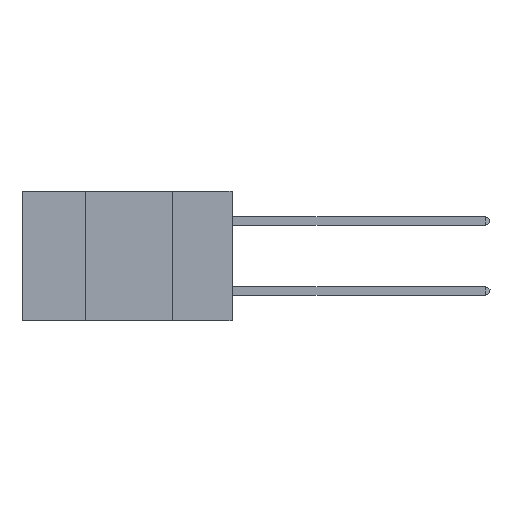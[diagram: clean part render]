
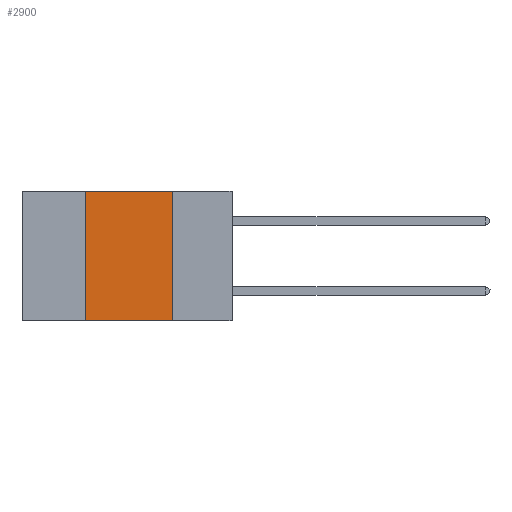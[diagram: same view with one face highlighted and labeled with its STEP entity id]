
A CAD part, left-side view. The second image highlights one B-rep face of the part: STEP entity #2900.
In plain terms, the highlighted planar face has unit normal (-1, 0, 0).
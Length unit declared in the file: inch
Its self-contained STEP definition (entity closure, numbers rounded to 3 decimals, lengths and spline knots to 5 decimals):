
#290 = VECTOR ( 'NONE', #10292, 39.37008 ) ;
#736 = EDGE_LOOP ( 'NONE', ( #5244, #5379, #3556, #4482 ) ) ;
#761 = EDGE_CURVE ( 'NONE', #1634, #2983, #2161, .T. ) ;
#781 = VERTEX_POINT ( 'NONE', #4005 ) ;
#872 = EDGE_CURVE ( 'NONE', #2983, #8431, #8047, .T. ) ;
#1177 = VECTOR ( 'NONE', #9214, 39.37008 ) ;
#1634 = VERTEX_POINT ( 'NONE', #10854 ) ;
#1865 = EDGE_CURVE ( 'NONE', #1634, #781, #2691, .T. ) ;
#2161 = LINE ( 'NONE', #2941, #7769 ) ;
#2264 = CARTESIAN_POINT ( 'NONE',  ( 0., 0.17, 0. ) ) ;
#2691 = LINE ( 'NONE', #11143, #290 ) ;
#2900 = ADVANCED_FACE ( 'NONE', ( #6771 ), #4095, .F. ) ;
#2941 = CARTESIAN_POINT ( 'NONE',  ( 0., 0.42, 0. ) ) ;
#2960 = DIRECTION ( 'NONE',  ( 1., 0., 0. ) ) ;
#2983 = VERTEX_POINT ( 'NONE', #8529 ) ;
#3556 = ORIENTED_EDGE ( 'NONE', *, *, #761, .F. ) ;
#4005 = CARTESIAN_POINT ( 'NONE',  ( 0., 0.17, -0.37 ) ) ;
#4095 = PLANE ( 'NONE',  #7460 ) ;
#4482 = ORIENTED_EDGE ( 'NONE', *, *, #1865, .T. ) ;
#5204 = CARTESIAN_POINT ( 'NONE',  ( 0., 0.6, 0. ) ) ;
#5244 = ORIENTED_EDGE ( 'NONE', *, *, #7366, .F. ) ;
#5379 = ORIENTED_EDGE ( 'NONE', *, *, #872, .F. ) ;
#6771 = FACE_OUTER_BOUND ( 'NONE', #736, .T. ) ;
#7366 = EDGE_CURVE ( 'NONE', #8431, #781, #11170, .T. ) ;
#7452 = CARTESIAN_POINT ( 'NONE',  ( 0., 0.17, 0. ) ) ;
#7460 = AXIS2_PLACEMENT_3D ( 'NONE', #5204, #2960, #8432 ) ;
#7769 = VECTOR ( 'NONE', #9166, 39.37008 ) ;
#8047 = LINE ( 'NONE', #10610, #1177 ) ;
#8293 = VECTOR ( 'NONE', #8515, 39.37008 ) ;
#8431 = VERTEX_POINT ( 'NONE', #7452 ) ;
#8432 = DIRECTION ( 'NONE',  ( 0., 0., -1. ) ) ;
#8515 = DIRECTION ( 'NONE',  ( 0., 0., -1. ) ) ;
#8529 = CARTESIAN_POINT ( 'NONE',  ( 0., 0.42, 0. ) ) ;
#9166 = DIRECTION ( 'NONE',  ( 0., 0., 1. ) ) ;
#9214 = DIRECTION ( 'NONE',  ( 0., -1., 0. ) ) ;
#10292 = DIRECTION ( 'NONE',  ( 0., -1., 0. ) ) ;
#10610 = CARTESIAN_POINT ( 'NONE',  ( 0., 0.6, 0. ) ) ;
#10854 = CARTESIAN_POINT ( 'NONE',  ( 0., 0.42, -0.37 ) ) ;
#11143 = CARTESIAN_POINT ( 'NONE',  ( 0., 0.6, -0.37 ) ) ;
#11170 = LINE ( 'NONE', #2264, #8293 ) ;
